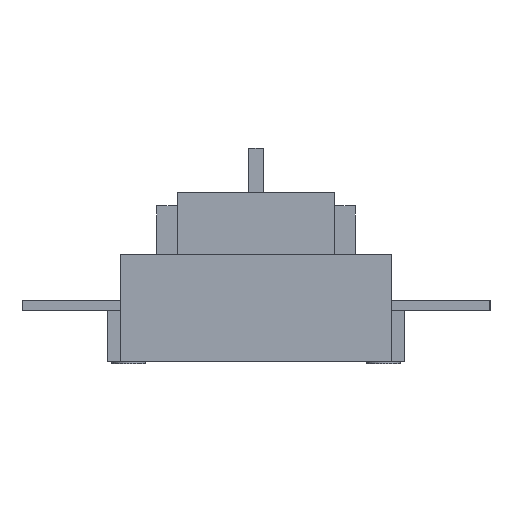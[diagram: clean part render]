
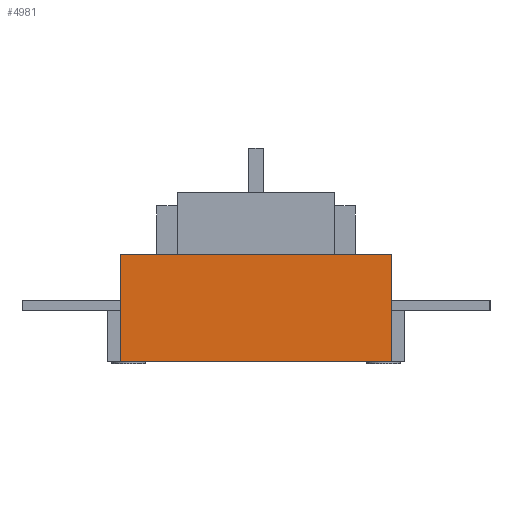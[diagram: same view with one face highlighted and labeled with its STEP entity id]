
A CAD part, left-side view. The second image highlights one B-rep face of the part: STEP entity #4981.
In plain terms, the highlighted planar face has unit normal (-1, 0, 0).
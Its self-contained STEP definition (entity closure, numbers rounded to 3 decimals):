
#1325=CARTESIAN_POINT('',(-220.5,127.5,100.5));
#1326=VERTEX_POINT('',#1325);
#1335=CARTESIAN_POINT('',(-220.5,-127.5,100.5));
#1336=VERTEX_POINT('',#1335);
#1337=CARTESIAN_POINT('',(-220.5,-127.5,100.5));
#1338=DIRECTION('',(0.0,1.0,0.0));
#1339=VECTOR('',#1338,255.0);
#1340=LINE('',#1337,#1339);
#1341=EDGE_CURVE('',#1336,#1326,#1340,.T.);
#4235=CARTESIAN_POINT('',(-220.5,-127.5,0.0));
#4236=VERTEX_POINT('',#4235);
#4237=CARTESIAN_POINT('',(-220.5,-127.5,0.0));
#4238=DIRECTION('',(0.0,0.0,1.0));
#4239=VECTOR('',#4238,100.5);
#4240=LINE('',#4237,#4239);
#4241=EDGE_CURVE('',#4236,#1336,#4240,.T.);
#4847=CARTESIAN_POINT('',(-220.5,127.5,0.0));
#4848=VERTEX_POINT('',#4847);
#4855=CARTESIAN_POINT('',(-220.5,127.5,0.0));
#4856=DIRECTION('',(0.0,0.0,1.0));
#4857=VECTOR('',#4856,100.5);
#4858=LINE('',#4855,#4857);
#4859=EDGE_CURVE('',#4848,#1326,#4858,.T.);
#4965=CARTESIAN_POINT('',(-220.5,-127.5,0.0));
#4966=DIRECTION('',(-1.0,0.0,0.0));
#4967=DIRECTION('',(0.0,0.0,1.0));
#4968=AXIS2_PLACEMENT_3D('',#4965,#4966,#4967);
#4969=PLANE('',#4968);
#4970=ORIENTED_EDGE('',*,*,#4241,.T.);
#4971=ORIENTED_EDGE('',*,*,#1341,.T.);
#4972=ORIENTED_EDGE('',*,*,#4859,.F.);
#4973=CARTESIAN_POINT('',(-220.5,127.5,0.0));
#4974=DIRECTION('',(0.0,-1.0,0.0));
#4975=VECTOR('',#4974,255.0);
#4976=LINE('',#4973,#4975);
#4977=EDGE_CURVE('',#4848,#4236,#4976,.T.);
#4978=ORIENTED_EDGE('',*,*,#4977,.T.);
#4979=EDGE_LOOP('',(#4970,#4971,#4972,#4978));
#4980=FACE_OUTER_BOUND('',#4979,.T.);
#4981=ADVANCED_FACE('',(#4980),#4969,.T.);
